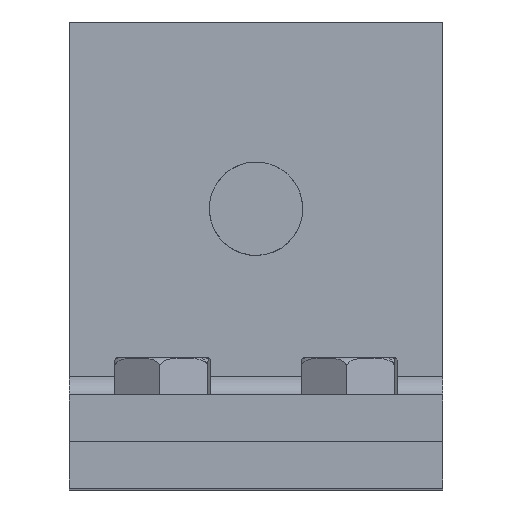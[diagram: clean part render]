
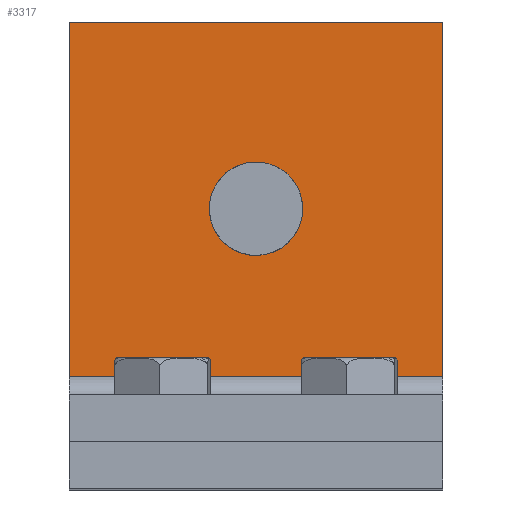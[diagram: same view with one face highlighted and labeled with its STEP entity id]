
A CAD part, top view. The second image highlights one B-rep face of the part: STEP entity #3317.
In plain terms, the highlighted planar face has unit normal (0, 0, 1).
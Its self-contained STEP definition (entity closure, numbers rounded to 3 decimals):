
#3 = LINE ( 'NONE', #3002, #667 ) ;
#53 = CARTESIAN_POINT ( 'NONE',  ( 0., 7., 5. ) ) ;
#84 = CARTESIAN_POINT ( 'NONE',  ( 20., 25., 5. ) ) ;
#85 = DIRECTION ( 'NONE',  ( 0., -1., 0. ) ) ;
#150 = VECTOR ( 'NONE', #2810, 1000. ) ;
#239 = VERTEX_POINT ( 'NONE', #942 ) ;
#388 = DIRECTION ( 'NONE',  ( 1., 0., 0. ) ) ;
#562 = CARTESIAN_POINT ( 'NONE',  ( 0., 45., 5. ) ) ;
#620 = LINE ( 'NONE', #3110, #150 ) ;
#667 = VECTOR ( 'NONE', #1639, 1000. ) ;
#699 = ORIENTED_EDGE ( 'NONE', *, *, #3333, .T. ) ;
#772 = ORIENTED_EDGE ( 'NONE', *, *, #1974, .F. ) ;
#882 = CARTESIAN_POINT ( 'NONE',  ( 40., 7., 5. ) ) ;
#892 = CIRCLE ( 'NONE', #2038, 5. ) ;
#942 = CARTESIAN_POINT ( 'NONE',  ( 40., 45., 5. ) ) ;
#1029 = CARTESIAN_POINT ( 'NONE',  ( 20., 25., 5. ) ) ;
#1129 = DIRECTION ( 'NONE',  ( -1., 0., 0. ) ) ;
#1359 = DIRECTION ( 'NONE',  ( 0., 0., -1. ) ) ;
#1416 = FACE_OUTER_BOUND ( 'NONE', #2251, .T. ) ;
#1459 = ORIENTED_EDGE ( 'NONE', *, *, #2442, .F. ) ;
#1479 = VERTEX_POINT ( 'NONE', #2863 ) ;
#1524 = CIRCLE ( 'NONE', #2443, 5. ) ;
#1540 = CARTESIAN_POINT ( 'NONE',  ( 25., 25., 5. ) ) ;
#1583 = EDGE_CURVE ( 'NONE', #3089, #239, #620, .T. ) ;
#1639 = DIRECTION ( 'NONE',  ( 0., -1., 0. ) ) ;
#1929 = VERTEX_POINT ( 'NONE', #53 ) ;
#1959 = EDGE_LOOP ( 'NONE', ( #1459, #2827 ) ) ;
#1974 = EDGE_CURVE ( 'NONE', #239, #2079, #2554, .T. ) ;
#1978 = CARTESIAN_POINT ( 'NONE',  ( 40., 7., 5. ) ) ;
#1979 = ORIENTED_EDGE ( 'NONE', *, *, #2023, .T. ) ;
#2023 = EDGE_CURVE ( 'NONE', #1929, #2079, #3344, .T. ) ;
#2038 = AXIS2_PLACEMENT_3D ( 'NONE', #84, #3367, #388 ) ;
#2079 = VERTEX_POINT ( 'NONE', #882 ) ;
#2197 = ORIENTED_EDGE ( 'NONE', *, *, #1583, .F. ) ;
#2251 = EDGE_LOOP ( 'NONE', ( #699, #1979, #772, #2197 ) ) ;
#2271 = EDGE_CURVE ( 'NONE', #1479, #2353, #1524, .T. ) ;
#2341 = DIRECTION ( 'NONE',  ( 1., 0., 0. ) ) ;
#2353 = VERTEX_POINT ( 'NONE', #1540 ) ;
#2442 = EDGE_CURVE ( 'NONE', #2353, #1479, #892, .T. ) ;
#2443 = AXIS2_PLACEMENT_3D ( 'NONE', #1029, #3486, #2341 ) ;
#2514 = PLANE ( 'NONE',  #2735 ) ;
#2521 = DIRECTION ( 'NONE',  ( 1., 0., 0. ) ) ;
#2554 = LINE ( 'NONE', #3327, #3299 ) ;
#2605 = VECTOR ( 'NONE', #2521, 1000. ) ;
#2735 = AXIS2_PLACEMENT_3D ( 'NONE', #562, #1359, #1129 ) ;
#2778 = FACE_BOUND ( 'NONE', #1959, .T. ) ;
#2810 = DIRECTION ( 'NONE',  ( 1., 0., 0. ) ) ;
#2827 = ORIENTED_EDGE ( 'NONE', *, *, #2271, .F. ) ;
#2863 = CARTESIAN_POINT ( 'NONE',  ( 15., 25., 5. ) ) ;
#2924 = CARTESIAN_POINT ( 'NONE',  ( 0., 45., 5. ) ) ;
#3002 = CARTESIAN_POINT ( 'NONE',  ( 0., 45., 5. ) ) ;
#3089 = VERTEX_POINT ( 'NONE', #2924 ) ;
#3110 = CARTESIAN_POINT ( 'NONE',  ( 0., 45., 5. ) ) ;
#3299 = VECTOR ( 'NONE', #85, 1000. ) ;
#3317 = ADVANCED_FACE ( 'NONE', ( #2778, #1416 ), #2514, .F. ) ;
#3327 = CARTESIAN_POINT ( 'NONE',  ( 40., 45., 5. ) ) ;
#3333 = EDGE_CURVE ( 'NONE', #3089, #1929, #3, .T. ) ;
#3344 = LINE ( 'NONE', #1978, #2605 ) ;
#3367 = DIRECTION ( 'NONE',  ( 0., 0., 1. ) ) ;
#3486 = DIRECTION ( 'NONE',  ( 0., 0., 1. ) ) ;
